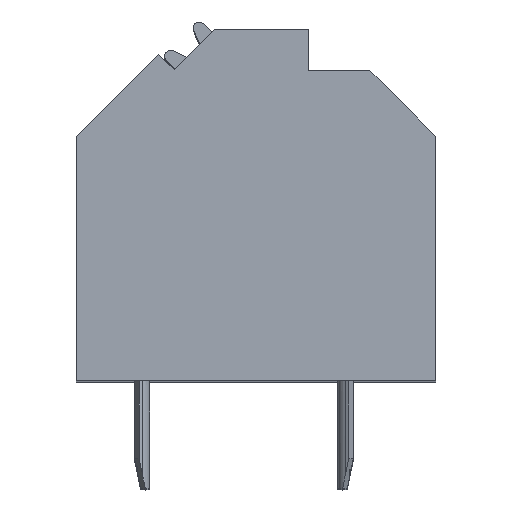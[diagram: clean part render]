
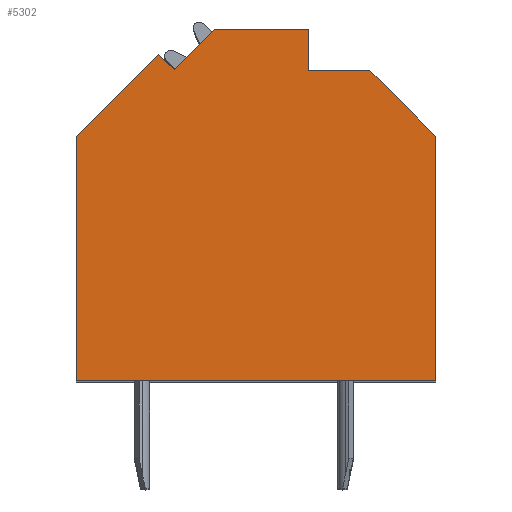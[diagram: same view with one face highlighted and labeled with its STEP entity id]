
A CAD part, top view. The second image highlights one B-rep face of the part: STEP entity #5302.
In plain terms, the highlighted planar face has unit normal (0, 0, 1).
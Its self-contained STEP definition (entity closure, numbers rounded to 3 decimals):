
#539=DIRECTION('',(-0.707,-0.707,0.));
#540=VECTOR('',#539,1.897);
#541=CARTESIAN_POINT('',(-1.39,5.718,28.805));
#542=LINE('',#541,#540);
#543=DIRECTION('',(-1.,0.,0.));
#544=VECTOR('',#543,3.14);
#545=CARTESIAN_POINT('',(1.75,5.718,28.805));
#546=LINE('',#545,#544);
#547=DIRECTION('',(0.,1.,0.));
#548=VECTOR('',#547,1.368);
#549=CARTESIAN_POINT('',(1.75,4.35,28.805));
#550=LINE('',#549,#548);
#551=DIRECTION('',(-1.,0.,0.));
#552=VECTOR('',#551,2.05);
#553=CARTESIAN_POINT('',(3.8,4.35,28.805));
#554=LINE('',#553,#552);
#555=DIRECTION('',(-0.707,0.707,0.));
#556=VECTOR('',#555,3.111);
#557=CARTESIAN_POINT('',(6.,2.15,28.805));
#558=LINE('',#557,#556);
#559=DIRECTION('',(0.,1.,0.));
#560=VECTOR('',#559,8.15);
#561=CARTESIAN_POINT('',(6.,-6.,28.805));
#562=LINE('',#561,#560);
#563=DIRECTION('',(1.,0.,0.));
#564=VECTOR('',#563,12.);
#565=CARTESIAN_POINT('',(-6.,-6.,28.805));
#566=LINE('',#565,#564);
#567=DIRECTION('',(0.,-1.,0.));
#568=VECTOR('',#567,8.14);
#569=CARTESIAN_POINT('',(-6.,2.14,28.805));
#570=LINE('',#569,#568);
#571=DIRECTION('',(-0.707,-0.707,0.));
#572=VECTOR('',#571,3.892);
#573=CARTESIAN_POINT('',(-3.248,4.892,28.805));
#574=LINE('',#573,#572);
#575=DIRECTION('',(-0.707,0.707,0.));
#576=VECTOR('',#575,0.73);
#577=CARTESIAN_POINT('',(-2.732,4.376,28.805));
#578=LINE('',#577,#576);
#3605=CARTESIAN_POINT('',(-1.39,5.718,28.805));
#3606=CARTESIAN_POINT('',(-2.732,4.376,28.805));
#3607=VERTEX_POINT('',#3605);
#3608=VERTEX_POINT('',#3606);
#3609=CARTESIAN_POINT('',(-3.248,4.892,28.805));
#3610=VERTEX_POINT('',#3609);
#3611=CARTESIAN_POINT('',(-6.,2.14,28.805));
#3612=VERTEX_POINT('',#3611);
#3613=CARTESIAN_POINT('',(-6.,-6.,28.805));
#3614=VERTEX_POINT('',#3613);
#3615=CARTESIAN_POINT('',(6.,-6.,28.805));
#3616=VERTEX_POINT('',#3615);
#3617=CARTESIAN_POINT('',(6.,2.15,28.805));
#3618=VERTEX_POINT('',#3617);
#3619=CARTESIAN_POINT('',(3.8,4.35,28.805));
#3620=VERTEX_POINT('',#3619);
#3621=CARTESIAN_POINT('',(1.75,4.35,28.805));
#3622=VERTEX_POINT('',#3621);
#3623=CARTESIAN_POINT('',(1.75,5.718,28.805));
#3624=VERTEX_POINT('',#3623);
#5278=CARTESIAN_POINT('',(0.,0.,28.805));
#5279=DIRECTION('',(0.,0.,1.));
#5280=DIRECTION('',(1.,0.,0.));
#5281=AXIS2_PLACEMENT_3D('',#5278,#5279,#5280);
#5282=PLANE('',#5281);
#5284=ORIENTED_EDGE('',*,*,#5283,.F.);
#5286=ORIENTED_EDGE('',*,*,#5285,.F.);
#5288=ORIENTED_EDGE('',*,*,#5287,.F.);
#5290=ORIENTED_EDGE('',*,*,#5289,.F.);
#5292=ORIENTED_EDGE('',*,*,#5291,.F.);
#5294=ORIENTED_EDGE('',*,*,#5293,.F.);
#5296=ORIENTED_EDGE('',*,*,#5295,.F.);
#5297=ORIENTED_EDGE('',*,*,#4963,.F.);
#5298=ORIENTED_EDGE('',*,*,#5203,.F.);
#5299=ORIENTED_EDGE('',*,*,#4917,.F.);
#5300=EDGE_LOOP('',(#5284,#5286,#5288,#5290,#5292,#5294,#5296,#5297,#5298,
#5299));
#5301=FACE_OUTER_BOUND('',#5300,.F.);
#4917=EDGE_CURVE('',#3608,#3610,#578,.T.);
#4963=EDGE_CURVE('',#3612,#3614,#570,.T.);
#5203=EDGE_CURVE('',#3610,#3612,#574,.T.);
#5283=EDGE_CURVE('',#3607,#3608,#542,.T.);
#5285=EDGE_CURVE('',#3624,#3607,#546,.T.);
#5287=EDGE_CURVE('',#3622,#3624,#550,.T.);
#5289=EDGE_CURVE('',#3620,#3622,#554,.T.);
#5291=EDGE_CURVE('',#3618,#3620,#558,.T.);
#5293=EDGE_CURVE('',#3616,#3618,#562,.T.);
#5295=EDGE_CURVE('',#3614,#3616,#566,.T.);
#5302=ADVANCED_FACE('',(#5301),#5282,.T.);
